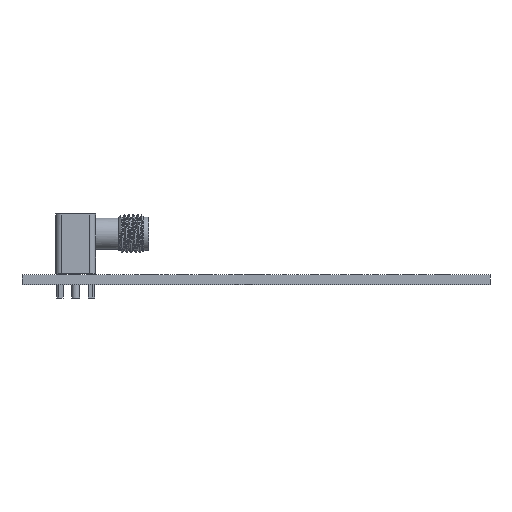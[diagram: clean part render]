
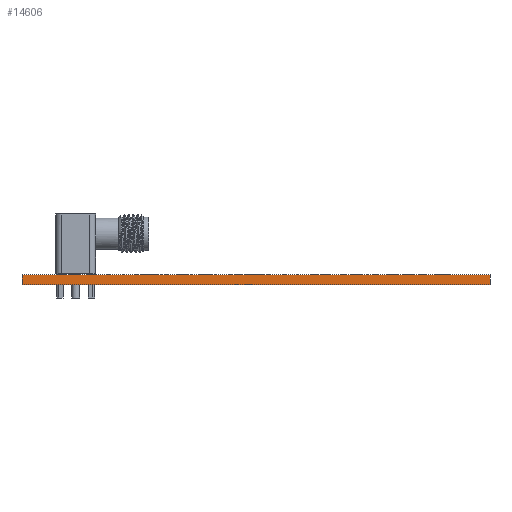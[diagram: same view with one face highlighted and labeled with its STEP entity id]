
A CAD part, front view. The second image highlights one B-rep face of the part: STEP entity #14606.
In plain terms, the highlighted planar face has unit normal (0, -1, 0).
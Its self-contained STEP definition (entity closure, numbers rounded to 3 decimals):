
#14606 = ADVANCED_FACE('',(#14607),#14621,.T.);
#14607 = FACE_BOUND('',#14608,.T.);
#14608 = EDGE_LOOP('',(#14609,#14644,#14672,#14700));
#14609 = ORIENTED_EDGE('',*,*,#14610,.T.);
#14610 = EDGE_CURVE('',#14611,#14613,#14615,.T.);
#14611 = VERTEX_POINT('',#14612);
#14612 = CARTESIAN_POINT('',(0.,-0.044,0.));
#14613 = VERTEX_POINT('',#14614);
#14614 = CARTESIAN_POINT('',(0.,-0.044,1.58));
#14615 = SURFACE_CURVE('',#14616,(#14620,#14632),.PCURVE_S1.);
#14616 = LINE('',#14617,#14618);
#14617 = CARTESIAN_POINT('',(0.,-0.044,0.));
#14618 = VECTOR('',#14619,1.);
#14619 = DIRECTION('',(0.,0.,1.));
#14620 = PCURVE('',#14621,#14626);
#14621 = PLANE('',#14622);
#14622 = AXIS2_PLACEMENT_3D('',#14623,#14624,#14625);
#14623 = CARTESIAN_POINT('',(0.,-0.044,0.));
#14624 = DIRECTION('',(0.,-1.,0.));
#14625 = DIRECTION('',(-1.,0.,0.));
#14626 = DEFINITIONAL_REPRESENTATION('',(#14627),#14631);
#14627 = LINE('',#14628,#14629);
#14628 = CARTESIAN_POINT('',(0.,-0.));
#14629 = VECTOR('',#14630,1.);
#14630 = DIRECTION('',(0.,-1.));
#14631 = ( GEOMETRIC_REPRESENTATION_CONTEXT(2) 
PARAMETRIC_REPRESENTATION_CONTEXT() REPRESENTATION_CONTEXT('2D SPACE',''
  ) );
#14632 = PCURVE('',#14633,#14638);
#14633 = PLANE('',#14634);
#14634 = AXIS2_PLACEMENT_3D('',#14635,#14636,#14637);
#14635 = CARTESIAN_POINT('',(0.,69.12,0.));
#14636 = DIRECTION('',(1.,0.,-0.));
#14637 = DIRECTION('',(0.,-1.,0.));
#14638 = DEFINITIONAL_REPRESENTATION('',(#14639),#14643);
#14639 = LINE('',#14640,#14641);
#14640 = CARTESIAN_POINT('',(69.164,0.));
#14641 = VECTOR('',#14642,1.);
#14642 = DIRECTION('',(0.,-1.));
#14643 = ( GEOMETRIC_REPRESENTATION_CONTEXT(2) 
PARAMETRIC_REPRESENTATION_CONTEXT() REPRESENTATION_CONTEXT('2D SPACE',''
  ) );
#14644 = ORIENTED_EDGE('',*,*,#14645,.T.);
#14645 = EDGE_CURVE('',#14613,#14646,#14648,.T.);
#14646 = VERTEX_POINT('',#14647);
#14647 = CARTESIAN_POINT('',(-75.,-0.044,1.58));
#14648 = SURFACE_CURVE('',#14649,(#14653,#14660),.PCURVE_S1.);
#14649 = LINE('',#14650,#14651);
#14650 = CARTESIAN_POINT('',(0.,-0.044,1.58));
#14651 = VECTOR('',#14652,1.);
#14652 = DIRECTION('',(-1.,0.,0.));
#14653 = PCURVE('',#14621,#14654);
#14654 = DEFINITIONAL_REPRESENTATION('',(#14655),#14659);
#14655 = LINE('',#14656,#14657);
#14656 = CARTESIAN_POINT('',(0.,-1.58));
#14657 = VECTOR('',#14658,1.);
#14658 = DIRECTION('',(1.,0.));
#14659 = ( GEOMETRIC_REPRESENTATION_CONTEXT(2) 
PARAMETRIC_REPRESENTATION_CONTEXT() REPRESENTATION_CONTEXT('2D SPACE',''
  ) );
#14660 = PCURVE('',#14661,#14666);
#14661 = PLANE('',#14662);
#14662 = AXIS2_PLACEMENT_3D('',#14663,#14664,#14665);
#14663 = CARTESIAN_POINT('',(-37.5,34.538,1.58));
#14664 = DIRECTION('',(-0.,-0.,-1.));
#14665 = DIRECTION('',(-1.,0.,0.));
#14666 = DEFINITIONAL_REPRESENTATION('',(#14667),#14671);
#14667 = LINE('',#14668,#14669);
#14668 = CARTESIAN_POINT('',(-37.5,-34.582));
#14669 = VECTOR('',#14670,1.);
#14670 = DIRECTION('',(1.,0.));
#14671 = ( GEOMETRIC_REPRESENTATION_CONTEXT(2) 
PARAMETRIC_REPRESENTATION_CONTEXT() REPRESENTATION_CONTEXT('2D SPACE',''
  ) );
#14672 = ORIENTED_EDGE('',*,*,#14673,.F.);
#14673 = EDGE_CURVE('',#14674,#14646,#14676,.T.);
#14674 = VERTEX_POINT('',#14675);
#14675 = CARTESIAN_POINT('',(-75.,-0.044,0.));
#14676 = SURFACE_CURVE('',#14677,(#14681,#14688),.PCURVE_S1.);
#14677 = LINE('',#14678,#14679);
#14678 = CARTESIAN_POINT('',(-75.,-0.044,0.));
#14679 = VECTOR('',#14680,1.);
#14680 = DIRECTION('',(0.,0.,1.));
#14681 = PCURVE('',#14621,#14682);
#14682 = DEFINITIONAL_REPRESENTATION('',(#14683),#14687);
#14683 = LINE('',#14684,#14685);
#14684 = CARTESIAN_POINT('',(75.,0.));
#14685 = VECTOR('',#14686,1.);
#14686 = DIRECTION('',(0.,-1.));
#14687 = ( GEOMETRIC_REPRESENTATION_CONTEXT(2) 
PARAMETRIC_REPRESENTATION_CONTEXT() REPRESENTATION_CONTEXT('2D SPACE',''
  ) );
#14688 = PCURVE('',#14689,#14694);
#14689 = PLANE('',#14690);
#14690 = AXIS2_PLACEMENT_3D('',#14691,#14692,#14693);
#14691 = CARTESIAN_POINT('',(-75.,-0.044,0.));
#14692 = DIRECTION('',(-1.,0.,0.));
#14693 = DIRECTION('',(0.,1.,0.));
#14694 = DEFINITIONAL_REPRESENTATION('',(#14695),#14699);
#14695 = LINE('',#14696,#14697);
#14696 = CARTESIAN_POINT('',(0.,0.));
#14697 = VECTOR('',#14698,1.);
#14698 = DIRECTION('',(0.,-1.));
#14699 = ( GEOMETRIC_REPRESENTATION_CONTEXT(2) 
PARAMETRIC_REPRESENTATION_CONTEXT() REPRESENTATION_CONTEXT('2D SPACE',''
  ) );
#14700 = ORIENTED_EDGE('',*,*,#14701,.F.);
#14701 = EDGE_CURVE('',#14611,#14674,#14702,.T.);
#14702 = SURFACE_CURVE('',#14703,(#14707,#14714),.PCURVE_S1.);
#14703 = LINE('',#14704,#14705);
#14704 = CARTESIAN_POINT('',(0.,-0.044,0.));
#14705 = VECTOR('',#14706,1.);
#14706 = DIRECTION('',(-1.,0.,0.));
#14707 = PCURVE('',#14621,#14708);
#14708 = DEFINITIONAL_REPRESENTATION('',(#14709),#14713);
#14709 = LINE('',#14710,#14711);
#14710 = CARTESIAN_POINT('',(0.,-0.));
#14711 = VECTOR('',#14712,1.);
#14712 = DIRECTION('',(1.,0.));
#14713 = ( GEOMETRIC_REPRESENTATION_CONTEXT(2) 
PARAMETRIC_REPRESENTATION_CONTEXT() REPRESENTATION_CONTEXT('2D SPACE',''
  ) );
#14714 = PCURVE('',#14715,#14720);
#14715 = PLANE('',#14716);
#14716 = AXIS2_PLACEMENT_3D('',#14717,#14718,#14719);
#14717 = CARTESIAN_POINT('',(-37.5,34.538,0.));
#14718 = DIRECTION('',(-0.,-0.,-1.));
#14719 = DIRECTION('',(-1.,0.,0.));
#14720 = DEFINITIONAL_REPRESENTATION('',(#14721),#14725);
#14721 = LINE('',#14722,#14723);
#14722 = CARTESIAN_POINT('',(-37.5,-34.582));
#14723 = VECTOR('',#14724,1.);
#14724 = DIRECTION('',(1.,0.));
#14725 = ( GEOMETRIC_REPRESENTATION_CONTEXT(2) 
PARAMETRIC_REPRESENTATION_CONTEXT() REPRESENTATION_CONTEXT('2D SPACE',''
  ) );
